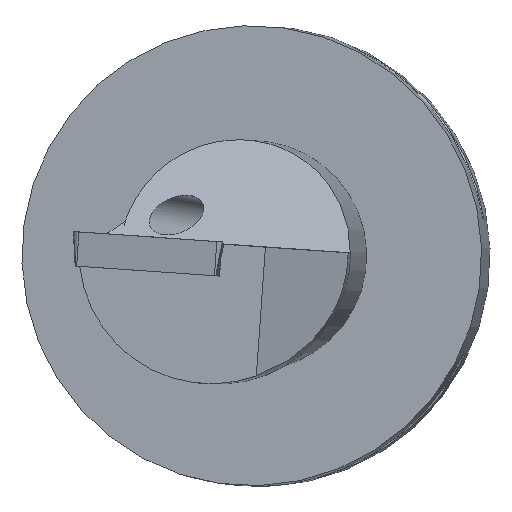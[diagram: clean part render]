
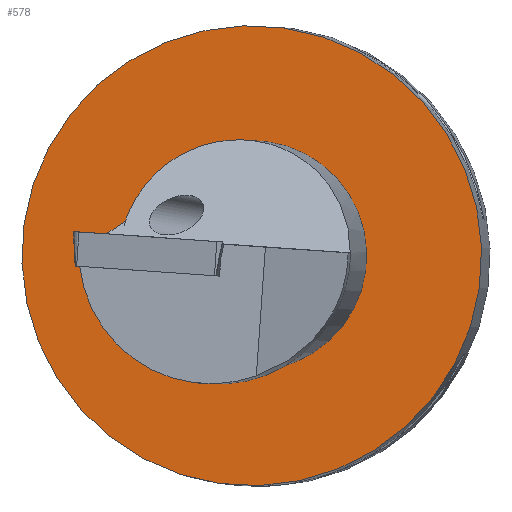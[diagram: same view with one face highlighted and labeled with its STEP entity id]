
A CAD part, front view. The second image highlights one B-rep face of the part: STEP entity #578.
In plain terms, the highlighted planar face has unit normal (-0.035, -0.999, 0.002).
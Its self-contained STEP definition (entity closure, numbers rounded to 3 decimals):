
#357=PLANE('',#2246);
#578=ADVANCED_FACE('',(#733,#734),#357,.F.);
#733=FACE_BOUND('',#895,.T.);
#734=FACE_BOUND('',#896,.T.);
#895=EDGE_LOOP('',(#1382));
#896=EDGE_LOOP('',(#1383));
#1382=ORIENTED_EDGE('',*,*,#1899,.T.);
#1383=ORIENTED_EDGE('',*,*,#1857,.F.);
#1617=VERTEX_POINT('',#3764);
#1641=VERTEX_POINT('',#3889);
#1857=EDGE_CURVE('',#1617,#1617,#1999,.T.);
#1899=EDGE_CURVE('',#1641,#1641,#2022,.T.);
#1999=CIRCLE('',#2182,16.);
#2022=CIRCLE('',#2245,8.);
#2182=AXIS2_PLACEMENT_3D('',#3763,#2651,#2652);
#2245=AXIS2_PLACEMENT_3D('',#3888,#2791,#2792);
#2246=AXIS2_PLACEMENT_3D('',#3890,#2793,#2794);
#2651=DIRECTION('',(0.035,0.999,-0.002));
#2652=DIRECTION('',(-0.139,0.002,-0.99));
#2791=DIRECTION('',(0.035,0.999,-0.002));
#2792=DIRECTION('',(-0.139,0.002,-0.99));
#2793=DIRECTION('',(0.035,0.999,-0.002));
#2794=DIRECTION('',(0.139,-0.002,0.99));
#3763=CARTESIAN_POINT('',(22.492,-17.393,-1.573));
#3764=CARTESIAN_POINT('',(20.265,-17.354,-17.417));
#3888=CARTESIAN_POINT('',(22.492,-17.393,-1.573));
#3889=CARTESIAN_POINT('',(21.378,-17.373,-9.495));
#3890=CARTESIAN_POINT('',(24.718,-17.431,14.271));
